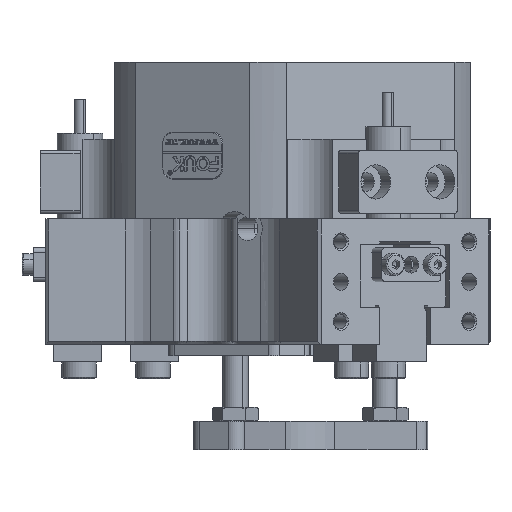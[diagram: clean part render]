
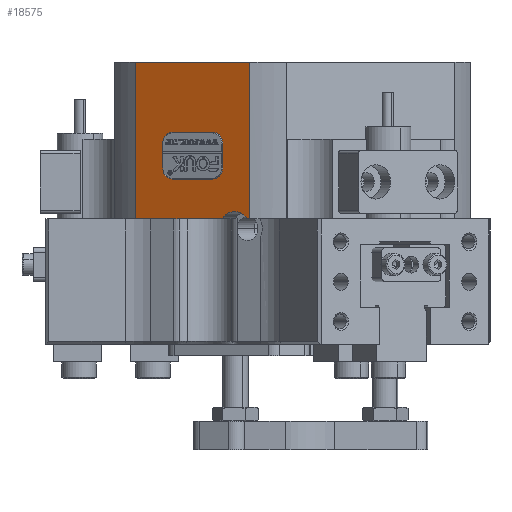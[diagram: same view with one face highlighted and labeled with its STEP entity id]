
A CAD part, front view. The second image highlights one B-rep face of the part: STEP entity #18575.
In plain terms, the highlighted planar face has unit normal (-0.5, -0.866, 0).
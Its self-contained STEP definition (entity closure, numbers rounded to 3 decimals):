
#533 = CARTESIAN_POINT ( 'NONE',  ( -6.09, -27.088, 91.442 ) ) ;
#776 = CARTESIAN_POINT ( 'NONE',  ( -10.408, -24.595, 100.442 ) ) ;
#827 = CARTESIAN_POINT ( 'NONE',  ( -20.973, -18.495, 104.642 ) ) ;
#1350 = CIRCLE ( 'NONE', #37128, 2. ) ;
#1995 = DIRECTION ( 'NONE',  ( -0.5, -0.866, 0. ) ) ;
#2222 = DIRECTION ( 'NONE',  ( -0.5, -0.866, 0. ) ) ;
#2262 = EDGE_LOOP ( 'NONE', ( #24074, #26999, #32868, #6409, #28360, #37891, #31243, #17798 ) ) ;
#2945 = AXIS2_PLACEMENT_3D ( 'NONE', #17252, #31337, #13665 ) ;
#2975 = DIRECTION ( 'NONE',  ( -0.866, 0.5, 0. ) ) ;
#3699 = VERTEX_POINT ( 'NONE', #43395 ) ;
#4278 = ORIENTED_EDGE ( 'NONE', *, *, #31593, .T. ) ;
#4491 = VECTOR ( 'NONE', #22086, 1000. ) ;
#4853 = LINE ( 'NONE', #44424, #41462 ) ;
#5563 = DIRECTION ( 'NONE',  ( 0.866, -0.5, 0. ) ) ;
#5920 = CARTESIAN_POINT ( 'NONE',  ( -5.665, -27.333, 69.442 ) ) ;
#6305 = VECTOR ( 'NONE', #24343, 1000. ) ;
#6409 = ORIENTED_EDGE ( 'NONE', *, *, #23382, .F. ) ;
#7086 = AXIS2_PLACEMENT_3D ( 'NONE', #30812, #37676, #23859 ) ;
#7662 = CARTESIAN_POINT ( 'NONE',  ( -19.241, -19.495, 98.442 ) ) ;
#9255 = VECTOR ( 'NONE', #26070, 1000. ) ;
#9440 = CARTESIAN_POINT ( 'NONE',  ( -19.241, -19.495, 106.642 ) ) ;
#9573 = EDGE_LOOP ( 'NONE', ( #18199, #16999, #34507, #42107, #15744, #4278 ) ) ;
#9893 = EDGE_CURVE ( 'NONE', #32170, #21291, #21556, .T. ) ;
#10333 = FACE_OUTER_BOUND ( 'NONE', #9573, .T. ) ;
#10385 = LINE ( 'NONE', #40507, #9255 ) ;
#10875 = VECTOR ( 'NONE', #40905, 1000. ) ;
#10977 = DIRECTION ( 'NONE',  ( 0.866, -0.5, 0. ) ) ;
#11653 = VERTEX_POINT ( 'NONE', #776 ) ;
#12223 = VERTEX_POINT ( 'NONE', #7662 ) ;
#12289 = CARTESIAN_POINT ( 'NONE',  ( -25.715, -15.757, 69.442 ) ) ;
#12525 = AXIS2_PLACEMENT_3D ( 'NONE', #36910, #22661, #15804 ) ;
#12539 = CARTESIAN_POINT ( 'NONE',  ( -19.241, -19.495, 98.442 ) ) ;
#12615 = EDGE_CURVE ( 'NONE', #21291, #20287, #29613, .T. ) ;
#12921 = EDGE_CURVE ( 'NONE', #22928, #25983, #21875, .T. ) ;
#13207 = EDGE_CURVE ( 'NONE', #27696, #22928, #40671, .T. ) ;
#13665 = DIRECTION ( 'NONE',  ( 0.866, -0.5, 0. ) ) ;
#13917 = DIRECTION ( 'NONE',  ( -0.5, -0.866, 0. ) ) ;
#14166 = CARTESIAN_POINT ( 'NONE',  ( -6.09, -27.088, 91.442 ) ) ;
#14457 = VECTOR ( 'NONE', #14481, 1000. ) ;
#14481 = DIRECTION ( 'NONE',  ( -0.866, 0.5, 0. ) ) ;
#15659 = CARTESIAN_POINT ( 'NONE',  ( -10.47, -24.559, 91.442 ) ) ;
#15722 = VECTOR ( 'NONE', #30720, 1000. ) ;
#15744 = ORIENTED_EDGE ( 'NONE', *, *, #12921, .T. ) ;
#15804 = DIRECTION ( 'NONE',  ( 0.866, -0.5, 0. ) ) ;
#16513 = VERTEX_POINT ( 'NONE', #15659 ) ;
#16999 = ORIENTED_EDGE ( 'NONE', *, *, #23141, .F. ) ;
#17118 = CARTESIAN_POINT ( 'NONE',  ( -25.715, -15.757, 118.942 ) ) ;
#17242 = EDGE_CURVE ( 'NONE', #31224, #32170, #4853, .T. ) ;
#17252 = CARTESIAN_POINT ( 'NONE',  ( -19.241, -19.495, 100.442 ) ) ;
#17673 = EDGE_CURVE ( 'NONE', #11653, #20389, #10385, .T. ) ;
#17798 = ORIENTED_EDGE ( 'NONE', *, *, #9893, .F. ) ;
#18181 = CARTESIAN_POINT ( 'NONE',  ( -5.665, -27.333, 118.942 ) ) ;
#18199 = ORIENTED_EDGE ( 'NONE', *, *, #39752, .F. ) ;
#18522 = EDGE_CURVE ( 'NONE', #12223, #42778, #24751, .T. ) ;
#18575 = ADVANCED_FACE ( 'NONE', ( #35836, #10333 ), #37987, .F. ) ;
#19715 = EDGE_CURVE ( 'NONE', #20389, #31224, #1350, .T. ) ;
#19752 = EDGE_CURVE ( 'NONE', #20287, #12223, #22462, .T. ) ;
#20287 = VERTEX_POINT ( 'NONE', #21245 ) ;
#20389 = VERTEX_POINT ( 'NONE', #33589 ) ;
#21245 = CARTESIAN_POINT ( 'NONE',  ( -20.973, -18.495, 100.442 ) ) ;
#21291 = VERTEX_POINT ( 'NONE', #30186 ) ;
#21556 = CIRCLE ( 'NONE', #12525, 2. ) ;
#21875 = LINE ( 'NONE', #31455, #6305 ) ;
#22086 = DIRECTION ( 'NONE',  ( -0.866, 0.5, 0. ) ) ;
#22233 = DIRECTION ( 'NONE',  ( 0., 0., -1. ) ) ;
#22462 = CIRCLE ( 'NONE', #2945, 2. ) ;
#22661 = DIRECTION ( 'NONE',  ( -0.5, -0.866, 0. ) ) ;
#22928 = VERTEX_POINT ( 'NONE', #18181 ) ;
#23141 = EDGE_CURVE ( 'NONE', #3699, #16513, #32507, .T. ) ;
#23382 = EDGE_CURVE ( 'NONE', #42778, #11653, #27480, .T. ) ;
#23859 = DIRECTION ( 'NONE',  ( -0.866, 0.5, 0. ) ) ;
#24074 = ORIENTED_EDGE ( 'NONE', *, *, #17242, .F. ) ;
#24343 = DIRECTION ( 'NONE',  ( -0.866, 0.5, 0. ) ) ;
#24751 = LINE ( 'NONE', #12539, #10875 ) ;
#25583 = LINE ( 'NONE', #533, #4491 ) ;
#25983 = VERTEX_POINT ( 'NONE', #17118 ) ;
#26070 = DIRECTION ( 'NONE',  ( 0., 0., 1. ) ) ;
#26373 = DIRECTION ( 'NONE',  ( 0., 0., -1. ) ) ;
#26705 = CARTESIAN_POINT ( 'NONE',  ( -25.715, -15.757, 91.442 ) ) ;
#26999 = ORIENTED_EDGE ( 'NONE', *, *, #19715, .F. ) ;
#27022 = DIRECTION ( 'NONE',  ( -0.866, 0.5, 0. ) ) ;
#27480 = CIRCLE ( 'NONE', #44381, 2. ) ;
#27696 = VERTEX_POINT ( 'NONE', #42917 ) ;
#28360 = ORIENTED_EDGE ( 'NONE', *, *, #18522, .F. ) ;
#29613 = LINE ( 'NONE', #827, #37439 ) ;
#30186 = CARTESIAN_POINT ( 'NONE',  ( -20.973, -18.495, 104.642 ) ) ;
#30720 = DIRECTION ( 'NONE',  ( 0., 0., 1. ) ) ;
#30812 = CARTESIAN_POINT ( 'NONE',  ( 4.262, -33.065, 141.442 ) ) ;
#31224 = VERTEX_POINT ( 'NONE', #36171 ) ;
#31243 = ORIENTED_EDGE ( 'NONE', *, *, #12615, .F. ) ;
#31337 = DIRECTION ( 'NONE',  ( -0.5, -0.866, 0. ) ) ;
#31455 = CARTESIAN_POINT ( 'NONE',  ( -15.69, -21.545, 118.942 ) ) ;
#31566 = CARTESIAN_POINT ( 'NONE',  ( -12.14, -23.595, 98.442 ) ) ;
#31593 = EDGE_CURVE ( 'NONE', #25983, #37983, #40182, .T. ) ;
#32048 = CARTESIAN_POINT ( 'NONE',  ( -12.14, -23.595, 100.442 ) ) ;
#32170 = VERTEX_POINT ( 'NONE', #9440 ) ;
#32507 = CIRCLE ( 'NONE', #39047, 3. ) ;
#32868 = ORIENTED_EDGE ( 'NONE', *, *, #17673, .F. ) ;
#33589 = CARTESIAN_POINT ( 'NONE',  ( -10.408, -24.595, 104.642 ) ) ;
#34507 = ORIENTED_EDGE ( 'NONE', *, *, #39932, .F. ) ;
#35836 = FACE_BOUND ( 'NONE', #2262, .T. ) ;
#36171 = CARTESIAN_POINT ( 'NONE',  ( -12.14, -23.595, 106.642 ) ) ;
#36910 = CARTESIAN_POINT ( 'NONE',  ( -19.241, -19.495, 104.642 ) ) ;
#37128 = AXIS2_PLACEMENT_3D ( 'NONE', #38355, #2222, #2975 ) ;
#37439 = VECTOR ( 'NONE', #22233, 1000. ) ;
#37676 = DIRECTION ( 'NONE',  ( 0.5, 0.866, 0. ) ) ;
#37891 = ORIENTED_EDGE ( 'NONE', *, *, #19752, .F. ) ;
#37983 = VERTEX_POINT ( 'NONE', #26705 ) ;
#37987 = PLANE ( 'NONE',  #7086 ) ;
#38355 = CARTESIAN_POINT ( 'NONE',  ( -12.14, -23.595, 104.642 ) ) ;
#38537 = VECTOR ( 'NONE', #26373, 1000. ) ;
#39047 = AXIS2_PLACEMENT_3D ( 'NONE', #44768, #1995, #5563 ) ;
#39752 = EDGE_CURVE ( 'NONE', #16513, #37983, #40009, .T. ) ;
#39932 = EDGE_CURVE ( 'NONE', #27696, #3699, #25583, .T. ) ;
#40009 = LINE ( 'NONE', #14166, #14457 ) ;
#40182 = LINE ( 'NONE', #12289, #38537 ) ;
#40507 = CARTESIAN_POINT ( 'NONE',  ( -10.408, -24.595, 104.642 ) ) ;
#40671 = LINE ( 'NONE', #5920, #15722 ) ;
#40905 = DIRECTION ( 'NONE',  ( 0.866, -0.5, 0. ) ) ;
#41462 = VECTOR ( 'NONE', #27022, 1000. ) ;
#42107 = ORIENTED_EDGE ( 'NONE', *, *, #13207, .T. ) ;
#42778 = VERTEX_POINT ( 'NONE', #31566 ) ;
#42917 = CARTESIAN_POINT ( 'NONE',  ( -5.665, -27.333, 91.442 ) ) ;
#43395 = CARTESIAN_POINT ( 'NONE',  ( -6.188, -27.031, 91.442 ) ) ;
#44381 = AXIS2_PLACEMENT_3D ( 'NONE', #32048, #13917, #10977 ) ;
#44424 = CARTESIAN_POINT ( 'NONE',  ( -19.241, -19.495, 106.642 ) ) ;
#44768 = CARTESIAN_POINT ( 'NONE',  ( -8.329, -25.795, 89.742 ) ) ;
